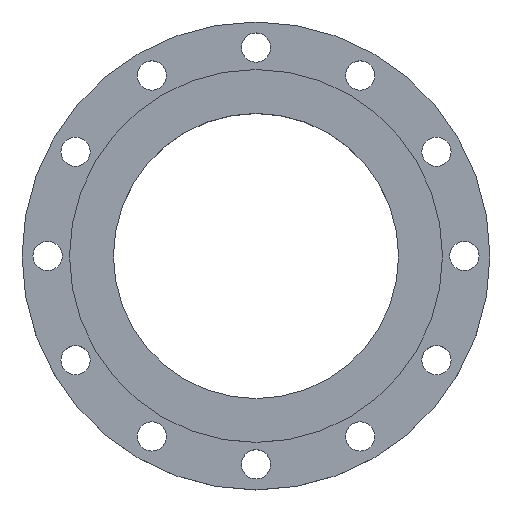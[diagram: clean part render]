
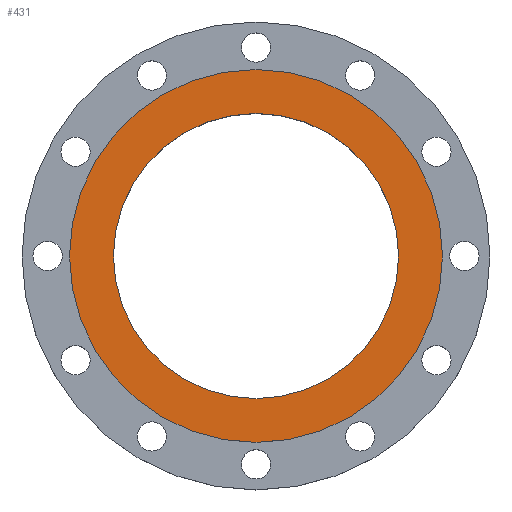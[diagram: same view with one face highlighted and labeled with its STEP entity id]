
A CAD part, top view. The second image highlights one B-rep face of the part: STEP entity #431.
In plain terms, the highlighted planar face has unit normal (0, 0, 1).
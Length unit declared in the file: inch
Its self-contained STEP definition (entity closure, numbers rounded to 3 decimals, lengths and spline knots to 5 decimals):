
#45 = DIRECTION ( 'NONE',  ( 0., 0., -1. ) ) ;
#92 = VERTEX_POINT ( 'NONE', #1229 ) ;
#127 = ORIENTED_EDGE ( 'NONE', *, *, #990, .T. ) ;
#155 = VERTEX_POINT ( 'NONE', #310 ) ;
#175 = CARTESIAN_POINT ( 'NONE',  ( -4.875, 0., 0. ) ) ;
#244 = AXIS2_PLACEMENT_3D ( 'NONE', #951, #45, #1398 ) ;
#254 = DIRECTION ( 'NONE',  ( 0., 0., 1. ) ) ;
#274 = AXIS2_PLACEMENT_3D ( 'NONE', #1324, #1412, #1219 ) ;
#310 = CARTESIAN_POINT ( 'NONE',  ( 6.375, 0., 0. ) ) ;
#393 = PLANE ( 'NONE',  #244 ) ;
#403 = DIRECTION ( 'NONE',  ( 1., 0., 0. ) ) ;
#404 = ORIENTED_EDGE ( 'NONE', *, *, #1247, .F. ) ;
#431 = ADVANCED_FACE ( 'NONE', ( #498, #825 ), #393, .F. ) ;
#452 = CIRCLE ( 'NONE', #1216, 4.875 ) ;
#459 = DIRECTION ( 'NONE',  ( 1., 0., 0. ) ) ;
#498 = FACE_BOUND ( 'NONE', #849, .T. ) ;
#561 = CARTESIAN_POINT ( 'NONE',  ( 0., 0., 0. ) ) ;
#571 = CIRCLE ( 'NONE', #1305, 6.375 ) ;
#610 = ORIENTED_EDGE ( 'NONE', *, *, #1209, .F. ) ;
#702 = VERTEX_POINT ( 'NONE', #1151 ) ;
#809 = CIRCLE ( 'NONE', #1285, 4.875 ) ;
#820 = DIRECTION ( 'NONE',  ( 0., 0., 1. ) ) ;
#825 = FACE_OUTER_BOUND ( 'NONE', #1134, .T. ) ;
#844 = ORIENTED_EDGE ( 'NONE', *, *, #1034, .T. ) ;
#849 = EDGE_LOOP ( 'NONE', ( #610, #404 ) ) ;
#951 = CARTESIAN_POINT ( 'NONE',  ( 0., 4.875, 0. ) ) ;
#957 = CIRCLE ( 'NONE', #274, 6.375 ) ;
#965 = CARTESIAN_POINT ( 'NONE',  ( 0., 0., 0. ) ) ;
#990 = EDGE_CURVE ( 'NONE', #155, #92, #957, .T. ) ;
#1030 = DIRECTION ( 'NONE',  ( 1., 0., 0. ) ) ;
#1034 = EDGE_CURVE ( 'NONE', #92, #155, #571, .T. ) ;
#1088 = DIRECTION ( 'NONE',  ( 0., 0., 1. ) ) ;
#1134 = EDGE_LOOP ( 'NONE', ( #127, #844 ) ) ;
#1151 = CARTESIAN_POINT ( 'NONE',  ( 4.875, 0., 0. ) ) ;
#1156 = VERTEX_POINT ( 'NONE', #175 ) ;
#1182 = CARTESIAN_POINT ( 'NONE',  ( 0., 0., 0. ) ) ;
#1209 = EDGE_CURVE ( 'NONE', #702, #1156, #452, .T. ) ;
#1216 = AXIS2_PLACEMENT_3D ( 'NONE', #561, #820, #1030 ) ;
#1219 = DIRECTION ( 'NONE',  ( 1., 0., 0. ) ) ;
#1229 = CARTESIAN_POINT ( 'NONE',  ( -6.375, 0., 0. ) ) ;
#1247 = EDGE_CURVE ( 'NONE', #1156, #702, #809, .T. ) ;
#1285 = AXIS2_PLACEMENT_3D ( 'NONE', #1182, #254, #459 ) ;
#1305 = AXIS2_PLACEMENT_3D ( 'NONE', #965, #1088, #403 ) ;
#1324 = CARTESIAN_POINT ( 'NONE',  ( 0., 0., 0. ) ) ;
#1398 = DIRECTION ( 'NONE',  ( -1., 0., 0. ) ) ;
#1412 = DIRECTION ( 'NONE',  ( 0., 0., 1. ) ) ;
